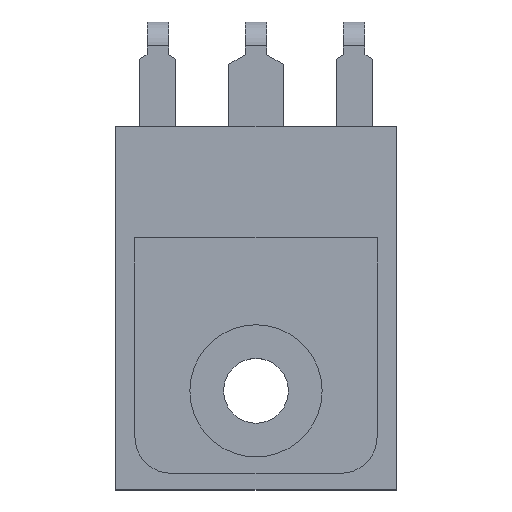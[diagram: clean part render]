
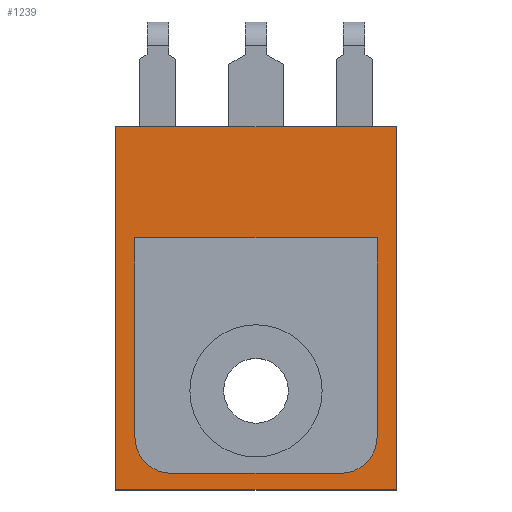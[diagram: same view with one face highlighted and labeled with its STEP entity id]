
A CAD part, top view. The second image highlights one B-rep face of the part: STEP entity #1239.
In plain terms, the highlighted planar face has unit normal (0, 0, 1).
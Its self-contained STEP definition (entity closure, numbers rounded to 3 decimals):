
#11 = CARTESIAN_POINT ( 'NONE',  ( 7.79, -25.7, 6.725 ) ) ;
#15 = VERTEX_POINT ( 'NONE', #1154 ) ;
#18 = AXIS2_PLACEMENT_3D ( 'NONE', #2588, #2011, #2828 ) ;
#34 = EDGE_CURVE ( 'NONE', #580, #1170, #1823, .T. ) ;
#46 = VECTOR ( 'NONE', #2926, 1000. ) ;
#51 = LINE ( 'NONE', #1511, #2868 ) ;
#75 = DIRECTION ( 'NONE',  ( 0., 1., 0. ) ) ;
#156 = CIRCLE ( 'NONE', #1463, 2. ) ;
#167 = CARTESIAN_POINT ( 'NONE',  ( -6.73, -11.69, 6.725 ) ) ;
#219 = VECTOR ( 'NONE', #889, 1000. ) ;
#272 = ORIENTED_EDGE ( 'NONE', *, *, #1338, .F. ) ;
#302 = EDGE_CURVE ( 'NONE', #2861, #2046, #2384, .T. ) ;
#366 = EDGE_CURVE ( 'NONE', #15, #2002, #2213, .T. ) ;
#386 = CARTESIAN_POINT ( 'NONE',  ( -7.79, -25.7, 6.725 ) ) ;
#532 = VERTEX_POINT ( 'NONE', #11 ) ;
#580 = VERTEX_POINT ( 'NONE', #1671 ) ;
#616 = VECTOR ( 'NONE', #1719, 1000. ) ;
#658 = FACE_BOUND ( 'NONE', #1082, .T. ) ;
#708 = AXIS2_PLACEMENT_3D ( 'NONE', #386, #1442, #3352 ) ;
#742 = DIRECTION ( 'NONE',  ( -1., 0., 0. ) ) ;
#771 = VECTOR ( 'NONE', #1088, 1000. ) ;
#779 = DIRECTION ( 'NONE',  ( 0., 1., 0. ) ) ;
#880 = ORIENTED_EDGE ( 'NONE', *, *, #3103, .T. ) ;
#889 = DIRECTION ( 'NONE',  ( -1., 0., 0. ) ) ;
#1082 = EDGE_LOOP ( 'NONE', ( #880, #2912, #272, #2404, #1758, #3084 ) ) ;
#1088 = DIRECTION ( 'NONE',  ( 0., 1., 0. ) ) ;
#1108 = CARTESIAN_POINT ( 'NONE',  ( -7.79, -25.7, 6.725 ) ) ;
#1117 = VECTOR ( 'NONE', #779, 1000. ) ;
#1154 = CARTESIAN_POINT ( 'NONE',  ( -7.79, -25.7, 6.725 ) ) ;
#1170 = VERTEX_POINT ( 'NONE', #1901 ) ;
#1239 = ADVANCED_FACE ( 'NONE', ( #658, #3093 ), #1474, .T. ) ;
#1263 = EDGE_CURVE ( 'NONE', #2908, #3458, #3221, .T. ) ;
#1338 = EDGE_CURVE ( 'NONE', #3458, #2046, #51, .T. ) ;
#1408 = CARTESIAN_POINT ( 'NONE',  ( 0., -24.77, 6.725 ) ) ;
#1438 = LINE ( 'NONE', #1108, #3255 ) ;
#1442 = DIRECTION ( 'NONE',  ( 0., 0., 1. ) ) ;
#1463 = AXIS2_PLACEMENT_3D ( 'NONE', #1877, #2445, #3318 ) ;
#1474 = PLANE ( 'NONE',  #708 ) ;
#1511 = CARTESIAN_POINT ( 'NONE',  ( 0., -11.69, 6.725 ) ) ;
#1612 = ORIENTED_EDGE ( 'NONE', *, *, #366, .F. ) ;
#1619 = CARTESIAN_POINT ( 'NONE',  ( 6.73, -11.69, 6.725 ) ) ;
#1632 = LINE ( 'NONE', #2682, #46 ) ;
#1671 = CARTESIAN_POINT ( 'NONE',  ( 4.73, -24.77, 6.725 ) ) ;
#1719 = DIRECTION ( 'NONE',  ( 0., 1., 0. ) ) ;
#1758 = ORIENTED_EDGE ( 'NONE', *, *, #2962, .F. ) ;
#1823 = LINE ( 'NONE', #1408, #219 ) ;
#1877 = CARTESIAN_POINT ( 'NONE',  ( -4.73, -22.77, 6.725 ) ) ;
#1901 = CARTESIAN_POINT ( 'NONE',  ( -4.73, -24.77, 6.725 ) ) ;
#1914 = VECTOR ( 'NONE', #75, 1000. ) ;
#1983 = EDGE_CURVE ( 'NONE', #532, #2953, #2648, .T. ) ;
#2002 = VERTEX_POINT ( 'NONE', #2258 ) ;
#2011 = DIRECTION ( 'NONE',  ( 0., 0., 1. ) ) ;
#2021 = CIRCLE ( 'NONE', #18, 2. ) ;
#2046 = VERTEX_POINT ( 'NONE', #167 ) ;
#2155 = CARTESIAN_POINT ( 'NONE',  ( -7.79, -25.7, 6.725 ) ) ;
#2213 = LINE ( 'NONE', #2155, #771 ) ;
#2258 = CARTESIAN_POINT ( 'NONE',  ( -7.79, -5.5, 6.725 ) ) ;
#2268 = EDGE_CURVE ( 'NONE', #2002, #2953, #1632, .T. ) ;
#2320 = CARTESIAN_POINT ( 'NONE',  ( 6.73, -22.77, 6.725 ) ) ;
#2337 = EDGE_CURVE ( 'NONE', #15, #532, #1438, .T. ) ;
#2384 = LINE ( 'NONE', #2924, #1117 ) ;
#2404 = ORIENTED_EDGE ( 'NONE', *, *, #1263, .F. ) ;
#2445 = DIRECTION ( 'NONE',  ( 0., 0., -1. ) ) ;
#2503 = CARTESIAN_POINT ( 'NONE',  ( 6.73, 0., 6.725 ) ) ;
#2563 = ORIENTED_EDGE ( 'NONE', *, *, #2268, .F. ) ;
#2576 = CARTESIAN_POINT ( 'NONE',  ( 7.79, -25.7, 6.725 ) ) ;
#2588 = CARTESIAN_POINT ( 'NONE',  ( 4.73, -22.77, 6.725 ) ) ;
#2648 = LINE ( 'NONE', #2576, #1914 ) ;
#2682 = CARTESIAN_POINT ( 'NONE',  ( -7.79, -5.5, 6.725 ) ) ;
#2828 = DIRECTION ( 'NONE',  ( 1., 0., 0. ) ) ;
#2859 = CARTESIAN_POINT ( 'NONE',  ( 7.79, -5.5, 6.725 ) ) ;
#2861 = VERTEX_POINT ( 'NONE', #3108 ) ;
#2868 = VECTOR ( 'NONE', #742, 1000. ) ;
#2908 = VERTEX_POINT ( 'NONE', #2320 ) ;
#2912 = ORIENTED_EDGE ( 'NONE', *, *, #302, .T. ) ;
#2918 = ORIENTED_EDGE ( 'NONE', *, *, #1983, .T. ) ;
#2924 = CARTESIAN_POINT ( 'NONE',  ( -6.73, 0., 6.725 ) ) ;
#2926 = DIRECTION ( 'NONE',  ( 1., 0., 0. ) ) ;
#2953 = VERTEX_POINT ( 'NONE', #2859 ) ;
#2962 = EDGE_CURVE ( 'NONE', #580, #2908, #2021, .T. ) ;
#3084 = ORIENTED_EDGE ( 'NONE', *, *, #34, .T. ) ;
#3093 = FACE_OUTER_BOUND ( 'NONE', #3226, .T. ) ;
#3103 = EDGE_CURVE ( 'NONE', #1170, #2861, #156, .T. ) ;
#3108 = CARTESIAN_POINT ( 'NONE',  ( -6.73, -22.77, 6.725 ) ) ;
#3221 = LINE ( 'NONE', #2503, #616 ) ;
#3226 = EDGE_LOOP ( 'NONE', ( #2563, #1612, #3277, #2918 ) ) ;
#3255 = VECTOR ( 'NONE', #3515, 1000. ) ;
#3277 = ORIENTED_EDGE ( 'NONE', *, *, #2337, .T. ) ;
#3318 = DIRECTION ( 'NONE',  ( 1., 0., 0. ) ) ;
#3352 = DIRECTION ( 'NONE',  ( 0., -1., 0. ) ) ;
#3458 = VERTEX_POINT ( 'NONE', #1619 ) ;
#3515 = DIRECTION ( 'NONE',  ( 1., 0., 0. ) ) ;
